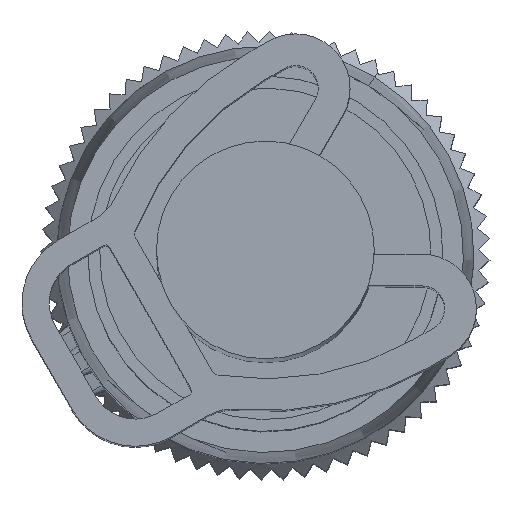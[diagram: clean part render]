
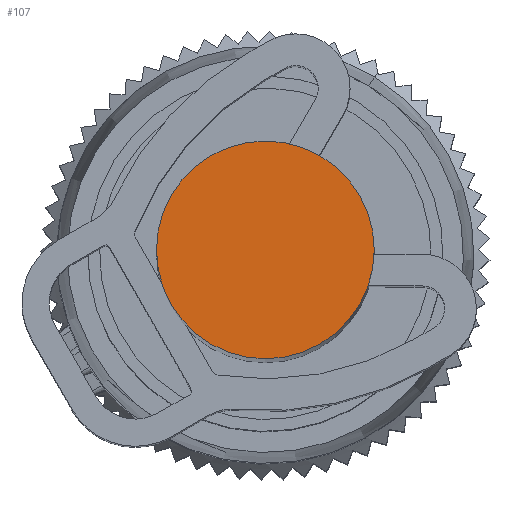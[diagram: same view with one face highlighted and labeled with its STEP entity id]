
A CAD part, top view. The second image highlights one B-rep face of the part: STEP entity #107.
In plain terms, the highlighted planar face has unit normal (0, 0, 1).
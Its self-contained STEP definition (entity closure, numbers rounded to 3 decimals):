
#61=AXIS2_PLACEMENT_3D('Circle Axis2P3D',#59,#60,$) ;
#78=AXIS2_PLACEMENT_3D('Circle Axis2P3D',#76,#77,$) ;
#101=AXIS2_PLACEMENT_3D('Plane Axis2P3D',#98,#99,#100) ;
#42=CARTESIAN_POINT('Vertex',(7.766,4.954,87.3)) ;
#56=CARTESIAN_POINT('Vertex',(2.966,4.954,87.3)) ;
#59=CARTESIAN_POINT('Axis2P3D Location',(5.366,4.954,87.3)) ;
#76=CARTESIAN_POINT('Axis2P3D Location',(5.366,4.954,87.3)) ;
#98=CARTESIAN_POINT('Axis2P3D Location',(0.,0.,87.3)) ;
#60=DIRECTION('Axis2P3D Direction',(0.,0.,1.)) ;
#77=DIRECTION('Axis2P3D Direction',(0.,0.,1.)) ;
#99=DIRECTION('Axis2P3D Direction',(0.,0.,1.)) ;
#100=DIRECTION('Axis2P3D XDirection',(1.,0.,0.)) ;
#104=ORIENTED_EDGE('',*,*,#63,.T.) ;
#105=ORIENTED_EDGE('',*,*,#80,.T.) ;
#107=ADVANCED_FACE('Hauptk\X2\00F6\X0\rper',(#106),#102,.T.) ;
#62=CIRCLE('generated circle',#61,2.4) ;
#79=CIRCLE('generated circle',#78,2.4) ;
#63=EDGE_CURVE('',#43,#57,#62,.T.) ;
#80=EDGE_CURVE('',#57,#43,#79,.T.) ;
#103=EDGE_LOOP('',(#104,#105)) ;
#106=FACE_OUTER_BOUND('',#103,.T.) ;
#102=PLANE('',#101) ;
#43=VERTEX_POINT('',#42) ;
#57=VERTEX_POINT('',#56) ;
